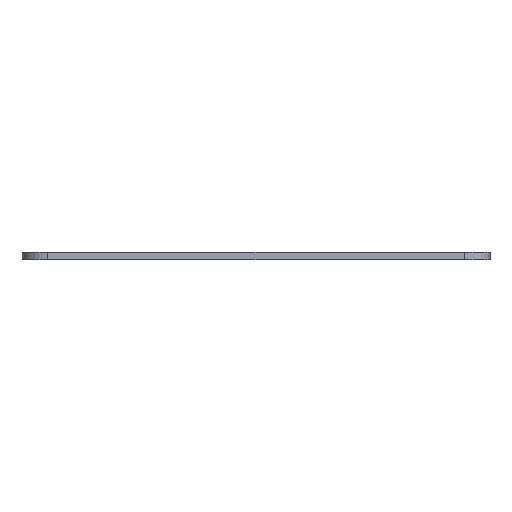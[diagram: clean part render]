
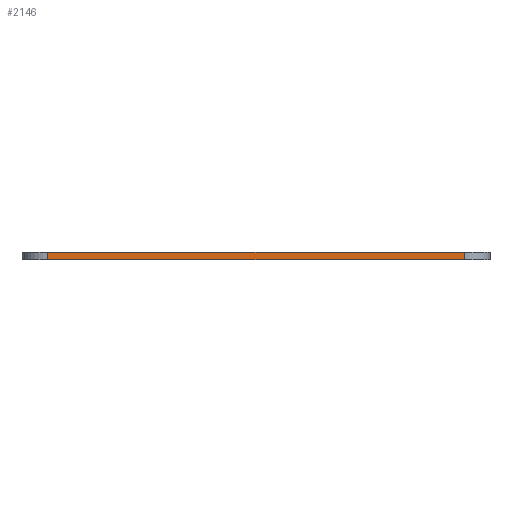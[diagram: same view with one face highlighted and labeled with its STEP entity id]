
A CAD part, front view. The second image highlights one B-rep face of the part: STEP entity #2146.
In plain terms, the highlighted planar face has unit normal (0, -1, 0).
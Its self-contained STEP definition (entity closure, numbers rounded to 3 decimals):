
#49=PLANE('',#2272);
#108=FACE_OUTER_BOUND('',#218,.T.);
#218=EDGE_LOOP('',(#1449,#1450,#1451,#1452));
#362=LINE('',#3142,#582);
#363=LINE('',#3145,#583);
#364=LINE('',#3147,#584);
#365=LINE('',#3148,#585);
#582=VECTOR('',#2492,10.);
#583=VECTOR('',#2495,10.);
#584=VECTOR('',#2496,10.);
#585=VECTOR('',#2497,10.);
#905=VERTEX_POINT('',#3135);
#908=VERTEX_POINT('',#3140);
#909=VERTEX_POINT('',#3144);
#910=VERTEX_POINT('',#3146);
#1124=EDGE_CURVE('',#908,#905,#362,.T.);
#1125=EDGE_CURVE('',#909,#908,#363,.T.);
#1126=EDGE_CURVE('',#910,#909,#364,.T.);
#1127=EDGE_CURVE('',#905,#910,#365,.T.);
#1449=ORIENTED_EDGE('',*,*,#1124,.F.);
#1450=ORIENTED_EDGE('',*,*,#1125,.F.);
#1451=ORIENTED_EDGE('',*,*,#1126,.F.);
#1452=ORIENTED_EDGE('',*,*,#1127,.F.);
#2146=ADVANCED_FACE('',(#108),#49,.T.);
#2272=AXIS2_PLACEMENT_3D('',#3143,#2493,#2494);
#2492=DIRECTION('',(0.,0.,1.));
#2493=DIRECTION('center_axis',(0.,-1.,0.));
#2494=DIRECTION('ref_axis',(1.,0.,0.));
#2495=DIRECTION('',(-1.,0.,0.));
#2496=DIRECTION('',(0.,0.,-1.));
#2497=DIRECTION('',(1.,0.,0.));
#3135=CARTESIAN_POINT('',(-11.633,-93.885,1.5));
#3140=CARTESIAN_POINT('',(-11.633,-93.885,0.));
#3142=CARTESIAN_POINT('',(-11.633,-93.885,0.));
#3143=CARTESIAN_POINT('Origin',(-16.633,-93.885,0.));
#3144=CARTESIAN_POINT('',(69.367,-93.885,0.));
#3145=CARTESIAN_POINT('',(74.367,-93.885,0.));
#3146=CARTESIAN_POINT('',(69.367,-93.885,1.5));
#3147=CARTESIAN_POINT('',(69.367,-93.885,0.));
#3148=CARTESIAN_POINT('',(74.367,-93.885,1.5));
